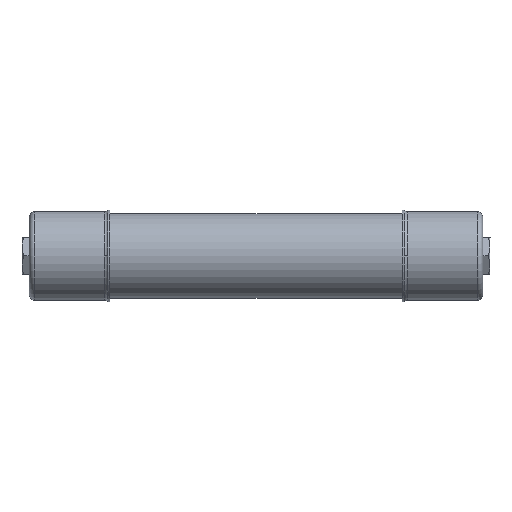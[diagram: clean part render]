
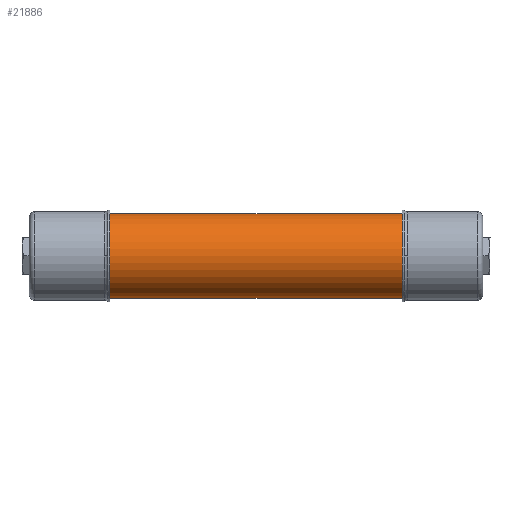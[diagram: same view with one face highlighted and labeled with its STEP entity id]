
A CAD part, front view. The second image highlights one B-rep face of the part: STEP entity #21886.
In plain terms, the highlighted cylindrical face has radius 36.513 mm (diameter 73.025 mm), a partial arc.
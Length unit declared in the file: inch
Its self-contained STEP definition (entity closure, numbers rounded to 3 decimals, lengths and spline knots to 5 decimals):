
#1979 = ORIENTED_EDGE ( 'NONE', *, *, #34104, .T. ) ;
#2211 = EDGE_LOOP ( 'NONE', ( #7305, #6066, #1979, #14843 ) ) ;
#2706 = VERTEX_POINT ( 'NONE', #13107 ) ;
#2849 = VERTEX_POINT ( 'NONE', #35572 ) ;
#3864 = VERTEX_POINT ( 'NONE', #22369 ) ;
#5501 = AXIS2_PLACEMENT_3D ( 'NONE', #23549, #35489, #11835 ) ;
#5595 = CARTESIAN_POINT ( 'NONE',  ( 15.1095, 0., 1.4375 ) ) ;
#6066 = ORIENTED_EDGE ( 'NONE', *, *, #9151, .F. ) ;
#7305 = ORIENTED_EDGE ( 'NONE', *, *, #22677, .F. ) ;
#9151 = EDGE_CURVE ( 'NONE', #3864, #2706, #14930, .T. ) ;
#11516 = CARTESIAN_POINT ( 'NONE',  ( 0.0315, 0., 1.4375 ) ) ;
#11835 = DIRECTION ( 'NONE',  ( 0., 0., -1. ) ) ;
#11888 = LINE ( 'NONE', #37920, #33785 ) ;
#12245 = CIRCLE ( 'NONE', #27858, 1.4375 ) ;
#13107 = CARTESIAN_POINT ( 'NONE',  ( 15.1095, 0., -1.4375 ) ) ;
#14561 = DIRECTION ( 'NONE',  ( 0., 0., 1. ) ) ;
#14635 = DIRECTION ( 'NONE',  ( -1., 0., 0. ) ) ;
#14843 = ORIENTED_EDGE ( 'NONE', *, *, #18811, .T. ) ;
#14930 = CIRCLE ( 'NONE', #5501, 1.4375 ) ;
#14951 = CYLINDRICAL_SURFACE ( 'NONE', #14999, 1.4375 ) ;
#14999 = AXIS2_PLACEMENT_3D ( 'NONE', #18301, #26688, #14561 ) ;
#17370 = DIRECTION ( 'NONE',  ( -1., 0., 0. ) ) ;
#18301 = CARTESIAN_POINT ( 'NONE',  ( 15.1095, 0., 0. ) ) ;
#18811 = EDGE_CURVE ( 'NONE', #34125, #2849, #12245, .T. ) ;
#20131 = CARTESIAN_POINT ( 'NONE',  ( 0.0315, 0., 0. ) ) ;
#20527 = DIRECTION ( 'NONE',  ( 1., 0., 0. ) ) ;
#21886 = ADVANCED_FACE ( 'NONE', ( #24120 ), #14951, .T. ) ;
#22369 = CARTESIAN_POINT ( 'NONE',  ( 15.1095, 0., 1.4375 ) ) ;
#22677 = EDGE_CURVE ( 'NONE', #2706, #2849, #11888, .T. ) ;
#23549 = CARTESIAN_POINT ( 'NONE',  ( 15.1095, 0., 0. ) ) ;
#24120 = FACE_OUTER_BOUND ( 'NONE', #2211, .T. ) ;
#26688 = DIRECTION ( 'NONE',  ( -1., 0., 0. ) ) ;
#27635 = VECTOR ( 'NONE', #14635, 39.37008 ) ;
#27858 = AXIS2_PLACEMENT_3D ( 'NONE', #20131, #20527, #29156 ) ;
#29156 = DIRECTION ( 'NONE',  ( 0., 0., -1. ) ) ;
#30118 = LINE ( 'NONE', #5595, #27635 ) ;
#33785 = VECTOR ( 'NONE', #17370, 39.37008 ) ;
#34104 = EDGE_CURVE ( 'NONE', #3864, #34125, #30118, .T. ) ;
#34125 = VERTEX_POINT ( 'NONE', #11516 ) ;
#35489 = DIRECTION ( 'NONE',  ( 1., 0., 0. ) ) ;
#35572 = CARTESIAN_POINT ( 'NONE',  ( 0.0315, 0., -1.4375 ) ) ;
#37920 = CARTESIAN_POINT ( 'NONE',  ( 15.1095, 0., -1.4375 ) ) ;
